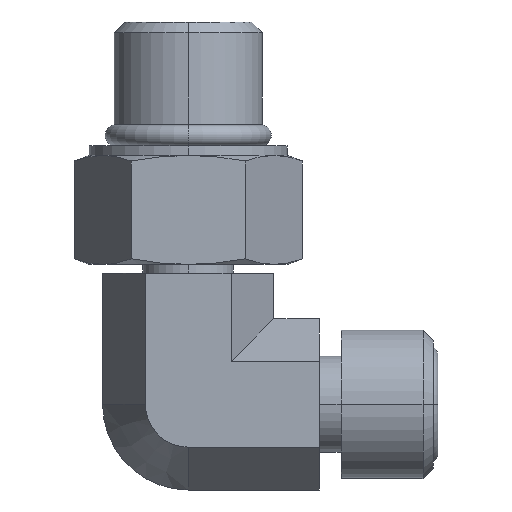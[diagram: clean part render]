
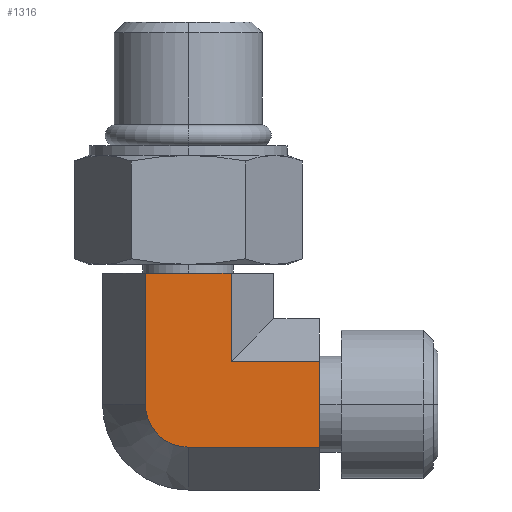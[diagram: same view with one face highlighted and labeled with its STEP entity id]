
A CAD part, front view. The second image highlights one B-rep face of the part: STEP entity #1316.
In plain terms, the highlighted planar face has unit normal (0, -1, 0).
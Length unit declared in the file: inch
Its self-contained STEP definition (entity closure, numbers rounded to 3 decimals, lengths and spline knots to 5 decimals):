
#9=DIRECTION('',(-1.,0.,0.));
#10=VECTOR('',#9,0.32476);
#11=CARTESIAN_POINT('',(0.16238,-0.28125,0.497));
#12=LINE('',#11,#10);
#89=DIRECTION('',(0.,0.,-1.));
#90=VECTOR('',#89,0.497);
#91=CARTESIAN_POINT('',(-0.16238,-0.28125,0.497));
#92=LINE('',#91,#90);
#93=CARTESIAN_POINT('',(0.,-0.28125,0.));
#94=DIRECTION('',(0.,1.,0.));
#95=DIRECTION('',(0.,0.,-1.));
#96=AXIS2_PLACEMENT_3D('',#93,#94,#95);
#98=DIRECTION('',(0.,0.,-1.));
#99=VECTOR('',#98,0.33462);
#100=CARTESIAN_POINT('',(0.16238,-0.28125,0.497));
#101=LINE('',#100,#99);
#102=DIRECTION('',(1.,0.,0.));
#103=VECTOR('',#102,0.33462);
#104=CARTESIAN_POINT('',(0.16238,-0.28125,0.16238));
#105=LINE('',#104,#103);
#142=DIRECTION('',(0.,0.,-1.));
#143=VECTOR('',#142,0.32476);
#144=CARTESIAN_POINT('',(0.497,-0.28125,0.16238));
#145=LINE('',#144,#143);
#172=DIRECTION('',(1.,0.,0.));
#173=VECTOR('',#172,0.497);
#174=CARTESIAN_POINT('',(0.,-0.28125,-0.16238));
#175=LINE('',#174,#173);
#963=CARTESIAN_POINT('',(0.16238,-0.28125,0.497));
#964=VERTEX_POINT('',#963);
#965=CARTESIAN_POINT('',(-0.16238,-0.28125,0.497));
#966=VERTEX_POINT('',#965);
#975=CARTESIAN_POINT('',(0.16238,-0.28125,0.16238));
#976=VERTEX_POINT('',#975);
#981=CARTESIAN_POINT('',(0.497,-0.28125,0.16238));
#982=VERTEX_POINT('',#981);
#983=CARTESIAN_POINT('',(0.497,-0.28125,-0.16238));
#984=VERTEX_POINT('',#983);
#1081=CARTESIAN_POINT('',(0.,-0.28125,-0.16238));
#1082=CARTESIAN_POINT('',(-0.16238,-0.28125,0.));
#1083=VERTEX_POINT('',#1081);
#1084=VERTEX_POINT('',#1082);
#1298=CARTESIAN_POINT('',(0.16238,-0.28125,0.497));
#1299=DIRECTION('',(0.,-1.,0.));
#1300=DIRECTION('',(-1.,0.,0.));
#1301=AXIS2_PLACEMENT_3D('',#1298,#1299,#1300);
#1302=PLANE('',#1301);
#1303=ORIENTED_EDGE('',*,*,#1289,.T.);
#1304=ORIENTED_EDGE('',*,*,#1279,.F.);
#1305=ORIENTED_EDGE('',*,*,#1172,.F.);
#1307=ORIENTED_EDGE('',*,*,#1306,.T.);
#1309=ORIENTED_EDGE('',*,*,#1308,.T.);
#1311=ORIENTED_EDGE('',*,*,#1310,.T.);
#1313=ORIENTED_EDGE('',*,*,#1312,.F.);
#1314=EDGE_LOOP('',(#1303,#1304,#1305,#1307,#1309,#1311,#1313));
#1315=FACE_OUTER_BOUND('',#1314,.F.);
#1316=ADVANCED_FACE('',(#1315),#1302,.T.);
#97=CIRCLE('',#96,0.16238);
#1172=EDGE_CURVE('',#964,#966,#12,.T.);
#1279=EDGE_CURVE('',#966,#1084,#92,.T.);
#1289=EDGE_CURVE('',#1083,#1084,#97,.T.);
#1306=EDGE_CURVE('',#964,#976,#101,.T.);
#1308=EDGE_CURVE('',#976,#982,#105,.T.);
#1310=EDGE_CURVE('',#982,#984,#145,.T.);
#1312=EDGE_CURVE('',#1083,#984,#175,.T.);
